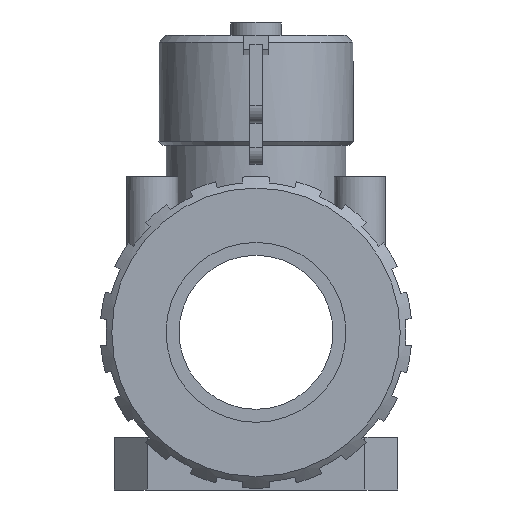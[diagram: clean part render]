
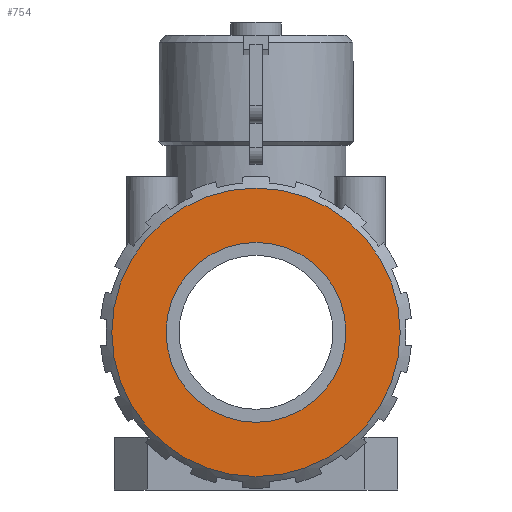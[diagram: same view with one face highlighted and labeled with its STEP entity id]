
A CAD part, left-side view. The second image highlights one B-rep face of the part: STEP entity #754.
In plain terms, the highlighted planar face has unit normal (-1, 0, 0).
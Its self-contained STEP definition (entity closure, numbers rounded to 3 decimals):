
#754 = ADVANCED_FACE( '', ( #1538, #1539 ), #1540, .F. );
#1538 = FACE_OUTER_BOUND( '', #2333, .T. );
#1539 = FACE_BOUND( '', #2334, .T. );
#1540 = PLANE( '', #2335 );
#2333 = EDGE_LOOP( '', ( #4733 ) );
#2334 = EDGE_LOOP( '', ( #4734 ) );
#2335 = AXIS2_PLACEMENT_3D( '', #4735, #4736, #4737 );
#4733 = ORIENTED_EDGE( '', *, *, #5694, .F. );
#4734 = ORIENTED_EDGE( '', *, *, #5846, .T. );
#4735 = CARTESIAN_POINT( '', ( -129.667, 0., 36.8 ) );
#4736 = DIRECTION( '', ( 1., 0., 0. ) );
#4737 = DIRECTION( '', ( 0., 0., -1. ) );
#5694 = EDGE_CURVE( '', #7157, #7157, #7158, .T. );
#5846 = EDGE_CURVE( '', #7331, #7331, #7332, .T. );
#7157 = VERTEX_POINT( '', #9575 );
#7158 = CIRCLE( '', #9576, 59.001 );
#7331 = VERTEX_POINT( '', #9801 );
#7332 = CIRCLE( '', #9802, 36.8 );
#9575 = CARTESIAN_POINT( '', ( -129.667, 0., -59.001 ) );
#9576 = AXIS2_PLACEMENT_3D( '', #10871, #10872, #10873 );
#9801 = CARTESIAN_POINT( '', ( -129.667, 0., -36.8 ) );
#9802 = AXIS2_PLACEMENT_3D( '', #11001, #11002, #11003 );
#10871 = CARTESIAN_POINT( '', ( -129.667, 0., 0. ) );
#10872 = DIRECTION( '', ( 1., 0., 0. ) );
#10873 = DIRECTION( '', ( 0., 0., -1. ) );
#11001 = CARTESIAN_POINT( '', ( -129.667, 0., 0. ) );
#11002 = DIRECTION( '', ( 1., 0., 0. ) );
#11003 = DIRECTION( '', ( 0., 0., -1. ) );
